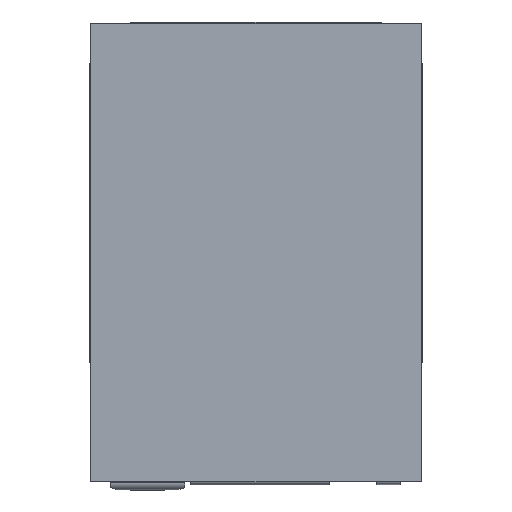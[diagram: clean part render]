
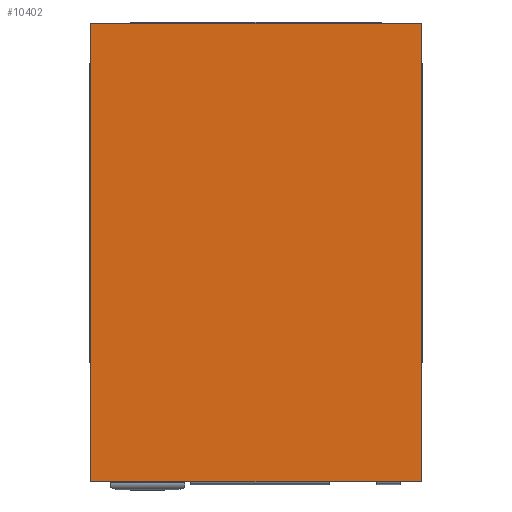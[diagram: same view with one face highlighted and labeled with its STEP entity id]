
A CAD part, top view. The second image highlights one B-rep face of the part: STEP entity #10402.
In plain terms, the highlighted planar face has unit normal (0, 0, 1).
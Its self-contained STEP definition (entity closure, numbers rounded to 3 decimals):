
#650=PLANE('',#11265);
#1192=FACE_OUTER_BOUND('',#1824,.T.);
#1824=EDGE_LOOP('',(#9213,#9214,#9215,#9216));
#2960=LINE('',#17520,#4202);
#2963=LINE('',#17526,#4205);
#2966=LINE('',#17532,#4208);
#2969=LINE('',#17537,#4211);
#4202=VECTOR('',#13590,1.);
#4205=VECTOR('',#13595,1.);
#4208=VECTOR('',#13600,1.);
#4211=VECTOR('',#13605,1.);
#5328=VERTEX_POINT('',#17517);
#5329=VERTEX_POINT('',#17519);
#5331=VERTEX_POINT('',#17525);
#5333=VERTEX_POINT('',#17531);
#6638=EDGE_CURVE('',#5328,#5329,#2960,.T.);
#6641=EDGE_CURVE('',#5329,#5331,#2963,.T.);
#6644=EDGE_CURVE('',#5331,#5333,#2966,.T.);
#6647=EDGE_CURVE('',#5333,#5328,#2969,.T.);
#9213=ORIENTED_EDGE('',*,*,#6638,.F.);
#9214=ORIENTED_EDGE('',*,*,#6647,.F.);
#9215=ORIENTED_EDGE('',*,*,#6644,.F.);
#9216=ORIENTED_EDGE('',*,*,#6641,.F.);
#10402=ADVANCED_FACE('',(#1192),#650,.T.);
#11265=AXIS2_PLACEMENT_3D('',#17540,#13609,#13610);
#13590=DIRECTION('',(1.,0.,0.));
#13595=DIRECTION('',(0.,-1.,0.));
#13600=DIRECTION('',(-1.,0.,0.));
#13605=DIRECTION('',(0.,1.,0.));
#13609=DIRECTION('center_axis',(0.,0.,1.));
#13610=DIRECTION('ref_axis',(1.,0.,0.));
#17517=CARTESIAN_POINT('',(-24.8,36.379,3.85));
#17519=CARTESIAN_POINT('',(24.8,36.379,3.85));
#17520=CARTESIAN_POINT('',(-24.8,36.379,3.85));
#17525=CARTESIAN_POINT('',(24.8,-32.421,3.85));
#17526=CARTESIAN_POINT('',(24.8,36.379,3.85));
#17531=CARTESIAN_POINT('',(-24.8,-32.421,3.85));
#17532=CARTESIAN_POINT('',(24.8,-32.421,3.85));
#17537=CARTESIAN_POINT('',(-24.8,-32.421,3.85));
#17540=CARTESIAN_POINT('Origin',(0.,1.979,3.85));
